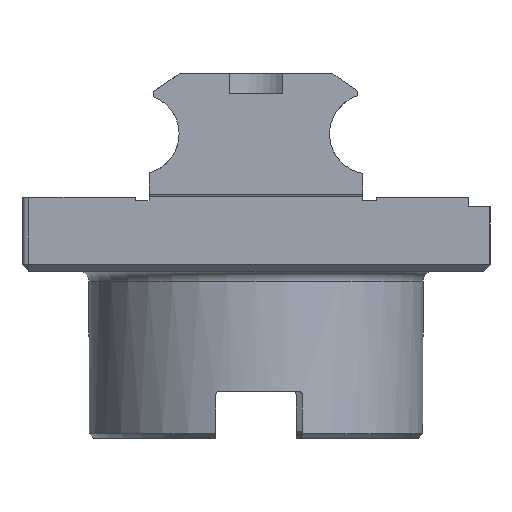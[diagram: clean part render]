
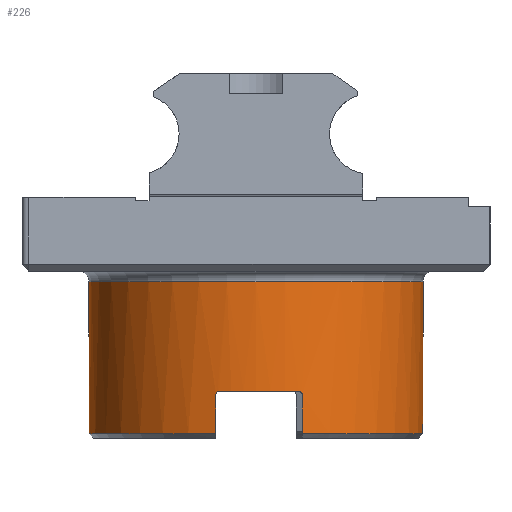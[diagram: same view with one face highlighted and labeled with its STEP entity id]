
A CAD part, left-side view. The second image highlights one B-rep face of the part: STEP entity #226.
In plain terms, the highlighted cylindrical face has radius 25 mm (diameter 50 mm), a full revolution.
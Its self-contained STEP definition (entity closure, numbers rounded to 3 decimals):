
#64=B_SPLINE_CURVE_WITH_KNOTS('',3,(#2419,#2420,#2421,#2422,#2423,#2424,
#2425,#2426,#2427,#2428,#2429,#2430,#2431,#2432,#2433,#2434,#2435),
 .UNSPECIFIED.,.F.,.F.,(4,1,1,1,1,1,1,1,1,1,1,1,1,1,4),(0.,0.071,
0.143,0.214,0.286,0.357,0.429,
0.5,0.571,0.643,0.714,0.786,0.857,
0.929,1.),.UNSPECIFIED.);
#66=B_SPLINE_CURVE_WITH_KNOTS('',3,(#2463,#2464,#2465,#2466,#2467,#2468,
#2469,#2470,#2471,#2472,#2473,#2474,#2475,#2476,#2477,#2478,#2479),
 .UNSPECIFIED.,.F.,.F.,(4,1,1,1,1,1,1,1,1,1,1,1,1,1,4),(0.,0.071,
0.143,0.214,0.286,0.357,0.429,
0.5,0.571,0.643,0.714,0.786,0.857,
0.929,1.),.UNSPECIFIED.);
#67=B_SPLINE_CURVE_WITH_KNOTS('',3,(#2487,#2488,#2489,#2490,#2491,#2492,
#2493,#2494,#2495,#2496,#2497,#2498,#2499,#2500,#2501,#2502,#2503),
 .UNSPECIFIED.,.F.,.F.,(4,1,1,1,1,1,1,1,1,1,1,1,1,1,4),(0.,0.071,
0.143,0.214,0.286,0.357,0.429,
0.5,0.571,0.643,0.714,0.786,0.857,
0.929,1.),.UNSPECIFIED.);
#68=B_SPLINE_CURVE_WITH_KNOTS('',3,(#2507,#2508,#2509,#2510,#2511,#2512,
#2513,#2514,#2515,#2516,#2517,#2518,#2519,#2520,#2521,#2522,#2523),
 .UNSPECIFIED.,.F.,.F.,(4,1,1,1,1,1,1,1,1,1,1,1,1,1,4),(0.,0.071,
0.143,0.214,0.286,0.357,0.429,
0.5,0.571,0.643,0.714,0.786,0.857,
0.929,1.),.UNSPECIFIED.);
#94=CYLINDRICAL_SURFACE('',#1608,25.);
#111=FACE_BOUND('',#439,.T.);
#112=FACE_BOUND('',#440,.T.);
#115=CIRCLE('',#1513,25.);
#150=CIRCLE('',#1603,25.);
#151=CIRCLE('',#1605,25.);
#152=CIRCLE('',#1606,25.);
#153=CIRCLE('',#1607,25.);
#226=ADVANCED_FACE('',(#111,#112),#94,.T.);
#439=EDGE_LOOP('',(#753,#754,#755,#756,#757,#758,#759,#760,#761,#762,#763,
#764));
#440=EDGE_LOOP('',(#765));
#753=ORIENTED_EDGE('',*,*,#1176,.F.);
#754=ORIENTED_EDGE('',*,*,#1177,.T.);
#755=ORIENTED_EDGE('',*,*,#1178,.T.);
#756=ORIENTED_EDGE('',*,*,#1179,.F.);
#757=ORIENTED_EDGE('',*,*,#1180,.F.);
#758=ORIENTED_EDGE('',*,*,#1181,.T.);
#759=ORIENTED_EDGE('',*,*,#1182,.F.);
#760=ORIENTED_EDGE('',*,*,#1183,.T.);
#761=ORIENTED_EDGE('',*,*,#1184,.T.);
#762=ORIENTED_EDGE('',*,*,#1185,.F.);
#763=ORIENTED_EDGE('',*,*,#1163,.F.);
#764=ORIENTED_EDGE('',*,*,#1171,.T.);
#765=ORIENTED_EDGE('',*,*,#1029,.T.);
#891=VERTEX_POINT('',#2085);
#978=VERTEX_POINT('',#2388);
#979=VERTEX_POINT('',#2389);
#986=VERTEX_POINT('',#2436);
#989=VERTEX_POINT('',#2460);
#990=VERTEX_POINT('',#2480);
#991=VERTEX_POINT('',#2482);
#992=VERTEX_POINT('',#2484);
#993=VERTEX_POINT('',#2486);
#994=VERTEX_POINT('',#2504);
#995=VERTEX_POINT('',#2506);
#996=VERTEX_POINT('',#2524);
#997=VERTEX_POINT('',#2526);
#1029=EDGE_CURVE('',#891,#891,#115,.T.);
#1163=EDGE_CURVE('',#978,#979,#1333,.T.);
#1171=EDGE_CURVE('',#978,#986,#64,.T.);
#1176=EDGE_CURVE('',#989,#986,#150,.T.);
#1177=EDGE_CURVE('',#989,#990,#66,.T.);
#1178=EDGE_CURVE('',#990,#991,#1340,.T.);
#1179=EDGE_CURVE('',#992,#991,#151,.T.);
#1180=EDGE_CURVE('',#993,#992,#1341,.T.);
#1181=EDGE_CURVE('',#993,#994,#67,.T.);
#1182=EDGE_CURVE('',#995,#994,#152,.T.);
#1183=EDGE_CURVE('',#995,#996,#68,.T.);
#1184=EDGE_CURVE('',#996,#997,#1342,.T.);
#1185=EDGE_CURVE('',#979,#997,#153,.T.);
#1333=LINE('',#2387,#1461);
#1340=LINE('',#2481,#1468);
#1341=LINE('',#2485,#1469);
#1342=LINE('',#2525,#1470);
#1461=VECTOR('',#1936,1.);
#1468=VECTOR('',#1953,1.);
#1469=VECTOR('',#1956,1.);
#1470=VECTOR('',#1959,1.);
#1513=AXIS2_PLACEMENT_3D('',#2084,#1667,#1668);
#1603=AXIS2_PLACEMENT_3D('',#2461,#1949,#1950);
#1605=AXIS2_PLACEMENT_3D('',#2483,#1954,#1955);
#1606=AXIS2_PLACEMENT_3D('',#2505,#1957,#1958);
#1607=AXIS2_PLACEMENT_3D('',#2527,#1960,#1961);
#1608=AXIS2_PLACEMENT_3D('',#2528,#1962,#1963);
#1667=DIRECTION('',(0.,0.,-1.));
#1668=DIRECTION('',(-1.,0.,0.));
#1936=DIRECTION('',(0.,0.,-1.));
#1949=DIRECTION('',(0.,0.,-1.));
#1950=DIRECTION('',(1.,0.,0.));
#1953=DIRECTION('',(0.,0.,-1.));
#1954=DIRECTION('',(0.,0.,-1.));
#1955=DIRECTION('',(-0.971,0.24,0.));
#1956=DIRECTION('',(0.,0.,-1.));
#1957=DIRECTION('',(0.,0.,-1.));
#1958=DIRECTION('',(-0.967,-0.256,0.));
#1959=DIRECTION('',(0.,0.,-1.));
#1960=DIRECTION('',(0.,0.,-1.));
#1961=DIRECTION('',(0.971,-0.24,0.));
#1962=DIRECTION('',(0.,0.,-1.));
#1963=DIRECTION('',(-1.,0.,0.));
#2084=CARTESIAN_POINT('',(57.,0.,-12.6));
#2085=CARTESIAN_POINT('',(32.,0.,-12.6));
#2387=CARTESIAN_POINT('',(81.269,-6.,-29.5));
#2388=CARTESIAN_POINT('',(81.269,-6.,-29.5));
#2389=CARTESIAN_POINT('',(81.269,-6.,-35.3));
#2419=CARTESIAN_POINT('',(81.269,-6.,-29.5));
#2420=CARTESIAN_POINT('',(81.269,-6.,-29.482));
#2421=CARTESIAN_POINT('',(81.27,-5.998,-29.445));
#2422=CARTESIAN_POINT('',(81.272,-5.989,-29.39));
#2423=CARTESIAN_POINT('',(81.276,-5.974,-29.337));
#2424=CARTESIAN_POINT('',(81.281,-5.953,-29.286));
#2425=CARTESIAN_POINT('',(81.287,-5.926,-29.236));
#2426=CARTESIAN_POINT('',(81.295,-5.894,-29.19));
#2427=CARTESIAN_POINT('',(81.304,-5.857,-29.148));
#2428=CARTESIAN_POINT('',(81.314,-5.815,-29.111));
#2429=CARTESIAN_POINT('',(81.325,-5.769,-29.078));
#2430=CARTESIAN_POINT('',(81.337,-5.72,-29.05));
#2431=CARTESIAN_POINT('',(81.349,-5.668,-29.028));
#2432=CARTESIAN_POINT('',(81.362,-5.613,-29.012));
#2433=CARTESIAN_POINT('',(81.375,-5.557,-29.002));
#2434=CARTESIAN_POINT('',(81.383,-5.519,-29.));
#2435=CARTESIAN_POINT('',(81.387,-5.5,-29.));
#2436=CARTESIAN_POINT('',(81.387,-5.5,-29.));
#2460=CARTESIAN_POINT('',(81.167,6.4,-29.));
#2461=CARTESIAN_POINT('',(57.,0.,-29.));
#2463=CARTESIAN_POINT('',(81.167,6.4,-29.));
#2464=CARTESIAN_POINT('',(81.162,6.419,-29.));
#2465=CARTESIAN_POINT('',(81.152,6.457,-29.002));
#2466=CARTESIAN_POINT('',(81.137,6.514,-29.012));
#2467=CARTESIAN_POINT('',(81.122,6.569,-29.028));
#2468=CARTESIAN_POINT('',(81.107,6.621,-29.05));
#2469=CARTESIAN_POINT('',(81.094,6.67,-29.078));
#2470=CARTESIAN_POINT('',(81.081,6.716,-29.112));
#2471=CARTESIAN_POINT('',(81.069,6.758,-29.149));
#2472=CARTESIAN_POINT('',(81.059,6.795,-29.191));
#2473=CARTESIAN_POINT('',(81.05,6.827,-29.238));
#2474=CARTESIAN_POINT('',(81.042,6.853,-29.287));
#2475=CARTESIAN_POINT('',(81.036,6.874,-29.337));
#2476=CARTESIAN_POINT('',(81.032,6.889,-29.391));
#2477=CARTESIAN_POINT('',(81.03,6.898,-29.445));
#2478=CARTESIAN_POINT('',(81.029,6.9,-29.482));
#2479=CARTESIAN_POINT('',(81.029,6.9,-29.5));
#2480=CARTESIAN_POINT('',(81.029,6.9,-29.5));
#2481=CARTESIAN_POINT('',(81.029,6.9,-29.5));
#2482=CARTESIAN_POINT('',(81.029,6.9,-35.3));
#2483=CARTESIAN_POINT('',(57.,0.,-35.3));
#2484=CARTESIAN_POINT('',(32.731,6.,-35.3));
#2485=CARTESIAN_POINT('',(32.731,6.,-29.5));
#2486=CARTESIAN_POINT('',(32.731,6.,-29.5));
#2487=CARTESIAN_POINT('',(32.731,6.,-29.5));
#2488=CARTESIAN_POINT('',(32.731,6.,-29.482));
#2489=CARTESIAN_POINT('',(32.73,5.998,-29.445));
#2490=CARTESIAN_POINT('',(32.728,5.989,-29.39));
#2491=CARTESIAN_POINT('',(32.724,5.974,-29.337));
#2492=CARTESIAN_POINT('',(32.719,5.953,-29.286));
#2493=CARTESIAN_POINT('',(32.713,5.926,-29.236));
#2494=CARTESIAN_POINT('',(32.705,5.894,-29.19));
#2495=CARTESIAN_POINT('',(32.696,5.857,-29.148));
#2496=CARTESIAN_POINT('',(32.686,5.815,-29.111));
#2497=CARTESIAN_POINT('',(32.675,5.769,-29.078));
#2498=CARTESIAN_POINT('',(32.663,5.72,-29.05));
#2499=CARTESIAN_POINT('',(32.651,5.668,-29.028));
#2500=CARTESIAN_POINT('',(32.638,5.613,-29.012));
#2501=CARTESIAN_POINT('',(32.625,5.557,-29.002));
#2502=CARTESIAN_POINT('',(32.617,5.519,-29.));
#2503=CARTESIAN_POINT('',(32.613,5.5,-29.));
#2504=CARTESIAN_POINT('',(32.613,5.5,-29.));
#2505=CARTESIAN_POINT('',(57.,0.,-29.));
#2506=CARTESIAN_POINT('',(32.833,-6.4,-29.));
#2507=CARTESIAN_POINT('',(32.833,-6.4,-29.));
#2508=CARTESIAN_POINT('',(32.838,-6.419,-29.));
#2509=CARTESIAN_POINT('',(32.848,-6.457,-29.002));
#2510=CARTESIAN_POINT('',(32.863,-6.514,-29.012));
#2511=CARTESIAN_POINT('',(32.878,-6.569,-29.028));
#2512=CARTESIAN_POINT('',(32.893,-6.621,-29.05));
#2513=CARTESIAN_POINT('',(32.906,-6.67,-29.078));
#2514=CARTESIAN_POINT('',(32.919,-6.716,-29.112));
#2515=CARTESIAN_POINT('',(32.931,-6.758,-29.149));
#2516=CARTESIAN_POINT('',(32.941,-6.795,-29.191));
#2517=CARTESIAN_POINT('',(32.95,-6.827,-29.238));
#2518=CARTESIAN_POINT('',(32.958,-6.853,-29.287));
#2519=CARTESIAN_POINT('',(32.964,-6.874,-29.337));
#2520=CARTESIAN_POINT('',(32.968,-6.889,-29.391));
#2521=CARTESIAN_POINT('',(32.97,-6.898,-29.445));
#2522=CARTESIAN_POINT('',(32.971,-6.9,-29.482));
#2523=CARTESIAN_POINT('',(32.971,-6.9,-29.5));
#2524=CARTESIAN_POINT('',(32.971,-6.9,-29.5));
#2525=CARTESIAN_POINT('',(32.971,-6.9,-29.5));
#2526=CARTESIAN_POINT('',(32.971,-6.9,-35.3));
#2527=CARTESIAN_POINT('',(57.,0.,-35.3));
#2528=CARTESIAN_POINT('',(57.,0.,-11.));
